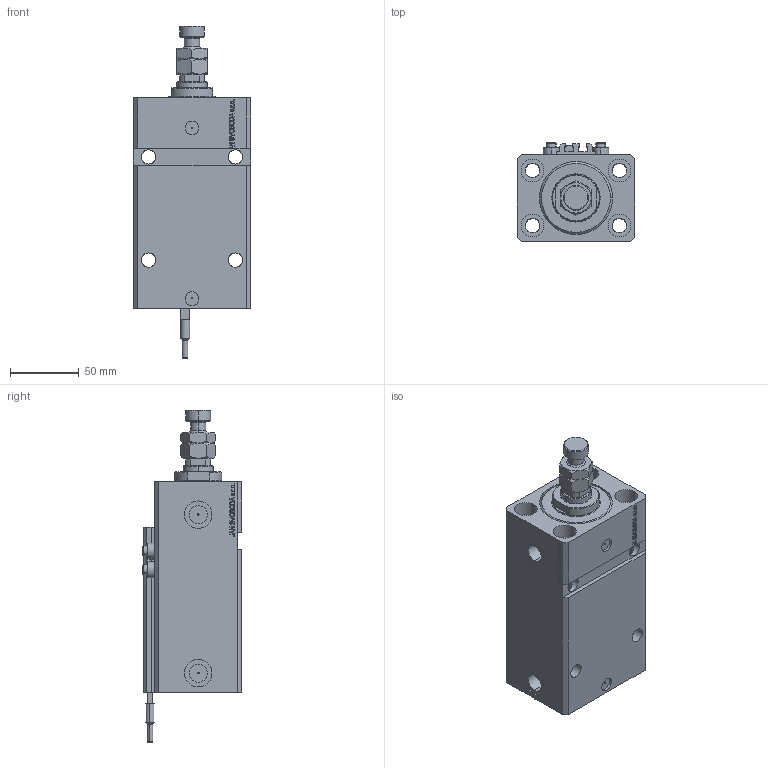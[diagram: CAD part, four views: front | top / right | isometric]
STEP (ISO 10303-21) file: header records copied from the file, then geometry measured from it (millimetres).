
FILE_DESCRIPTION (( 'STEP AP203' ), '1' );
FILE_NAME ('ca77.STEP', '2023-10-07T11:51:43', ( '' ), ( '' ), 'SwSTEP 2.0', 'SolidWorks 2019', '' );
FILE_SCHEMA (( 'CONFIG_CONTROL_DESIGN' ));
Length unit declared in the file: millimetre
Products named in the file (7): V250CE_C_VCP eacd8f143ca03c8c7bf9c2d7d6843c09; ALLEN BOLT V250CE eacd8f143ca03c8c7bf9c2d7d6843c09; V250CE_VC_E eacd8f143ca03c8c7bf9c2d7d6843c09; MFA eacd8f143ca03c8c7bf9c2d7d6843c09; V250CE_E_Body eacd8f143ca03c8c7bf9c2d7d6843c09; ca77; SWITCH_V250CE eacd8f143ca03c8c7bf9c2d7d6843c09
Assembly tree (9 placements, depth 2):
  ca77
    V250CE_E_Body eacd8f143ca03c8c7bf9c2d7d6843c09
    ALLEN BOLT V250CE eacd8f143ca03c8c7bf9c2d7d6843c09  x4
    V250CE_C_VCP eacd8f143ca03c8c7bf9c2d7d6843c09
    V250CE_VC_E eacd8f143ca03c8c7bf9c2d7d6843c09
    MFA eacd8f143ca03c8c7bf9c2d7d6843c09
    SWITCH_V250CE eacd8f143ca03c8c7bf9c2d7d6843c09
Bounding box: 85 x 72 x 241 mm (x, y, z)
Volume: 696323.4 mm3; surface area: 145427.9 mm2
Topology: 10 solids, 10 shells, 1185 faces, 2929 edges, 1873 vertices
Faces by surface type: plane 567, bspline 356, cylinder 156, cone 86, torus 20
Entity records: 50547 total; most frequent: CARTESIAN_POINT 25670, ORIENTED_EDGE 5548, DIRECTION 3782, EDGE_CURVE 2774, VERTEX_POINT 1789, VECTOR 1652, LINE 1652, EDGE_LOOP 1249
